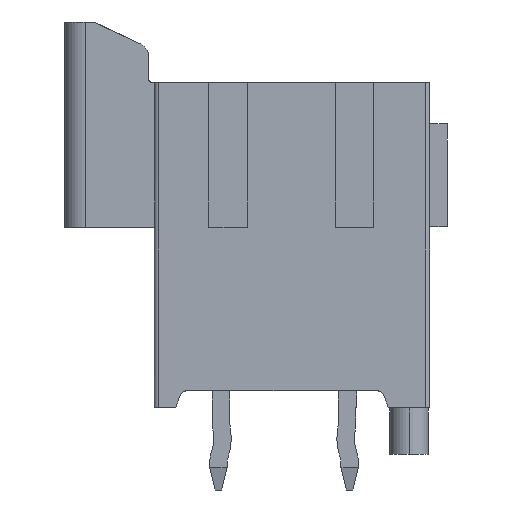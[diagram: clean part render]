
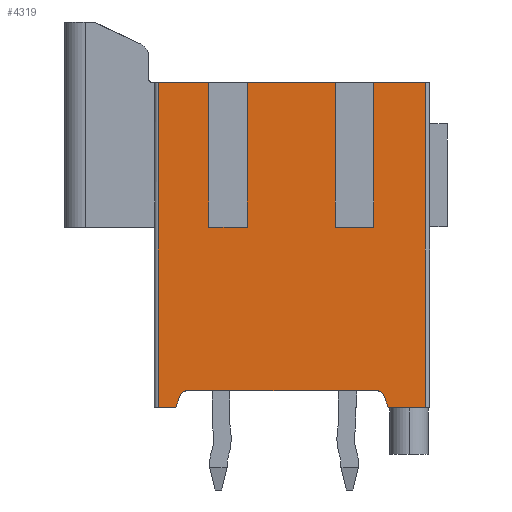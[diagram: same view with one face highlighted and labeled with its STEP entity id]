
A CAD part, left-side view. The second image highlights one B-rep face of the part: STEP entity #4319.
In plain terms, the highlighted planar face has unit normal (-1, 0, 0).
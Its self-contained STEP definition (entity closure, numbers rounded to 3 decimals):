
#187=DIRECTION('',(0.,0.,-1.));
#188=VECTOR('',#187,11.8);
#189=CARTESIAN_POINT('',(-4.,-4.85,5.9));
#190=LINE('',#189,#188);
#191=DIRECTION('',(0.,1.,0.));
#192=VECTOR('',#191,1.35);
#193=CARTESIAN_POINT('',(-4.,-4.85,-5.9));
#194=LINE('',#193,#192);
#195=DIRECTION('',(0.,0.342,0.94));
#196=VECTOR('',#195,0.463);
#197=CARTESIAN_POINT('',(-4.,-3.5,-5.9));
#198=LINE('',#197,#196);
#199=CARTESIAN_POINT('',(-4.,-3.107,-5.55));
#200=DIRECTION('',(-1.,0.,0.));
#201=DIRECTION('',(0.,-0.94,0.342));
#202=AXIS2_PLACEMENT_3D('',#199,#200,#201);
#204=DIRECTION('',(0.,1.,0.));
#205=VECTOR('',#204,6.932);
#206=CARTESIAN_POINT('',(-4.,-3.107,-5.3));
#207=LINE('',#206,#205);
#208=CARTESIAN_POINT('',(-4.,3.825,-5.55));
#209=DIRECTION('',(-1.,0.,0.));
#210=DIRECTION('',(0.,0.,1.));
#211=AXIS2_PLACEMENT_3D('',#208,#209,#210);
#213=DIRECTION('',(0.,0.342,-0.94));
#214=VECTOR('',#213,0.463);
#215=CARTESIAN_POINT('',(-4.,4.06,-5.464));
#216=LINE('',#215,#214);
#217=DIRECTION('',(0.,1.,0.));
#218=VECTOR('',#217,0.632);
#219=CARTESIAN_POINT('',(-4.,4.218,-5.9));
#220=LINE('',#219,#218);
#221=DIRECTION('',(0.,0.,1.));
#222=VECTOR('',#221,11.8);
#223=CARTESIAN_POINT('',(-4.,4.85,-5.9));
#224=LINE('',#223,#222);
#225=DIRECTION('',(0.,0.,-1.));
#226=VECTOR('',#225,5.25);
#227=CARTESIAN_POINT('',(-4.,3.02,5.9));
#228=LINE('',#227,#226);
#229=DIRECTION('',(0.,1.,0.));
#230=VECTOR('',#229,1.4);
#231=CARTESIAN_POINT('',(-4.,1.62,0.65));
#232=LINE('',#231,#230);
#233=DIRECTION('',(0.,0.,-1.));
#234=VECTOR('',#233,5.25);
#235=CARTESIAN_POINT('',(-4.,1.62,5.9));
#236=LINE('',#235,#234);
#237=DIRECTION('',(0.,0.,-1.));
#238=VECTOR('',#237,5.25);
#239=CARTESIAN_POINT('',(-4.,-1.58,5.9));
#240=LINE('',#239,#238);
#241=DIRECTION('',(0.,1.,0.));
#242=VECTOR('',#241,1.4);
#243=CARTESIAN_POINT('',(-4.,-2.98,0.65));
#244=LINE('',#243,#242);
#245=DIRECTION('',(0.,0.,-1.));
#246=VECTOR('',#245,5.25);
#247=CARTESIAN_POINT('',(-4.,-2.98,5.9));
#248=LINE('',#247,#246);
#608=DIRECTION('',(0.,1.,0.));
#609=VECTOR('',#608,1.87);
#610=CARTESIAN_POINT('',(-4.,-4.85,5.9));
#611=LINE('',#610,#609);
#624=DIRECTION('',(0.,1.,0.));
#625=VECTOR('',#624,3.2);
#626=CARTESIAN_POINT('',(-4.,-1.58,5.9));
#627=LINE('',#626,#625);
#640=DIRECTION('',(0.,1.,0.));
#641=VECTOR('',#640,1.83);
#642=CARTESIAN_POINT('',(-4.,3.02,5.9));
#643=LINE('',#642,#641);
#3235=CARTESIAN_POINT('',(-4.,-2.98,0.65));
#3236=CARTESIAN_POINT('',(-4.,-1.58,0.65));
#3237=VERTEX_POINT('',#3235);
#3238=VERTEX_POINT('',#3236);
#3239=CARTESIAN_POINT('',(-4.,3.02,5.9));
#3240=CARTESIAN_POINT('',(-4.,3.02,0.65));
#3241=VERTEX_POINT('',#3239);
#3242=VERTEX_POINT('',#3240);
#3439=CARTESIAN_POINT('',(-4.,1.62,5.9));
#3440=CARTESIAN_POINT('',(-4.,1.62,0.65));
#3441=VERTEX_POINT('',#3439);
#3442=VERTEX_POINT('',#3440);
#3447=CARTESIAN_POINT('',(-4.,-1.58,5.9));
#3448=VERTEX_POINT('',#3447);
#3451=CARTESIAN_POINT('',(-4.,-3.5,-5.9));
#3452=CARTESIAN_POINT('',(-4.,-3.341,-5.464));
#3453=VERTEX_POINT('',#3451);
#3454=VERTEX_POINT('',#3452);
#3455=CARTESIAN_POINT('',(-4.,-3.107,-5.3));
#3456=VERTEX_POINT('',#3455);
#3457=CARTESIAN_POINT('',(-4.,3.825,-5.3));
#3458=VERTEX_POINT('',#3457);
#3459=CARTESIAN_POINT('',(-4.,4.06,-5.464));
#3460=VERTEX_POINT('',#3459);
#3461=CARTESIAN_POINT('',(-4.,4.218,-5.9));
#3462=VERTEX_POINT('',#3461);
#3629=CARTESIAN_POINT('',(-4.,-4.85,-5.9));
#3631=VERTEX_POINT('',#3629);
#3632=CARTESIAN_POINT('',(-4.,-4.85,5.9));
#3633=VERTEX_POINT('',#3632);
#3636=CARTESIAN_POINT('',(-4.,4.85,5.9));
#3637=VERTEX_POINT('',#3636);
#3638=CARTESIAN_POINT('',(-4.,4.85,-5.9));
#3639=VERTEX_POINT('',#3638);
#3678=CARTESIAN_POINT('',(-4.,-2.98,5.9));
#3679=VERTEX_POINT('',#3678);
#4280=CARTESIAN_POINT('',(-4.,-5.,-5.9));
#4281=DIRECTION('',(-1.,0.,0.));
#4282=DIRECTION('',(0.,0.,1.));
#4283=AXIS2_PLACEMENT_3D('',#4280,#4281,#4282);
#4284=PLANE('',#4283);
#4285=ORIENTED_EDGE('',*,*,#4109,.T.);
#4286=ORIENTED_EDGE('',*,*,#4128,.T.);
#4288=ORIENTED_EDGE('',*,*,#4287,.T.);
#4290=ORIENTED_EDGE('',*,*,#4289,.T.);
#4292=ORIENTED_EDGE('',*,*,#4291,.T.);
#4294=ORIENTED_EDGE('',*,*,#4293,.T.);
#4295=ORIENTED_EDGE('',*,*,#4253,.T.);
#4296=ORIENTED_EDGE('',*,*,#4140,.T.);
#4298=ORIENTED_EDGE('',*,*,#4297,.T.);
#4300=ORIENTED_EDGE('',*,*,#4299,.F.);
#4302=ORIENTED_EDGE('',*,*,#4301,.T.);
#4304=ORIENTED_EDGE('',*,*,#4303,.F.);
#4306=ORIENTED_EDGE('',*,*,#4305,.F.);
#4308=ORIENTED_EDGE('',*,*,#4307,.F.);
#4310=ORIENTED_EDGE('',*,*,#4309,.T.);
#4312=ORIENTED_EDGE('',*,*,#4311,.F.);
#4314=ORIENTED_EDGE('',*,*,#4313,.F.);
#4316=ORIENTED_EDGE('',*,*,#4315,.F.);
#4317=EDGE_LOOP('',(#4285,#4286,#4288,#4290,#4292,#4294,#4295,#4296,#4298,#4300,
#4302,#4304,#4306,#4308,#4310,#4312,#4314,#4316));
#4318=FACE_OUTER_BOUND('',#4317,.F.);
#4319=ADVANCED_FACE('',(#4318),#4284,.T.);
#203=CIRCLE('',#202,0.25);
#212=CIRCLE('',#211,0.25);
#4109=EDGE_CURVE('',#3633,#3631,#190,.T.);
#4128=EDGE_CURVE('',#3631,#3453,#194,.T.);
#4140=EDGE_CURVE('',#3462,#3639,#220,.T.);
#4253=EDGE_CURVE('',#3460,#3462,#216,.T.);
#4287=EDGE_CURVE('',#3453,#3454,#198,.T.);
#4289=EDGE_CURVE('',#3454,#3456,#203,.T.);
#4291=EDGE_CURVE('',#3456,#3458,#207,.T.);
#4293=EDGE_CURVE('',#3458,#3460,#212,.T.);
#4297=EDGE_CURVE('',#3639,#3637,#224,.T.);
#4299=EDGE_CURVE('',#3241,#3637,#643,.T.);
#4301=EDGE_CURVE('',#3241,#3242,#228,.T.);
#4303=EDGE_CURVE('',#3442,#3242,#232,.T.);
#4305=EDGE_CURVE('',#3441,#3442,#236,.T.);
#4307=EDGE_CURVE('',#3448,#3441,#627,.T.);
#4309=EDGE_CURVE('',#3448,#3238,#240,.T.);
#4311=EDGE_CURVE('',#3237,#3238,#244,.T.);
#4313=EDGE_CURVE('',#3679,#3237,#248,.T.);
#4315=EDGE_CURVE('',#3633,#3679,#611,.T.);
